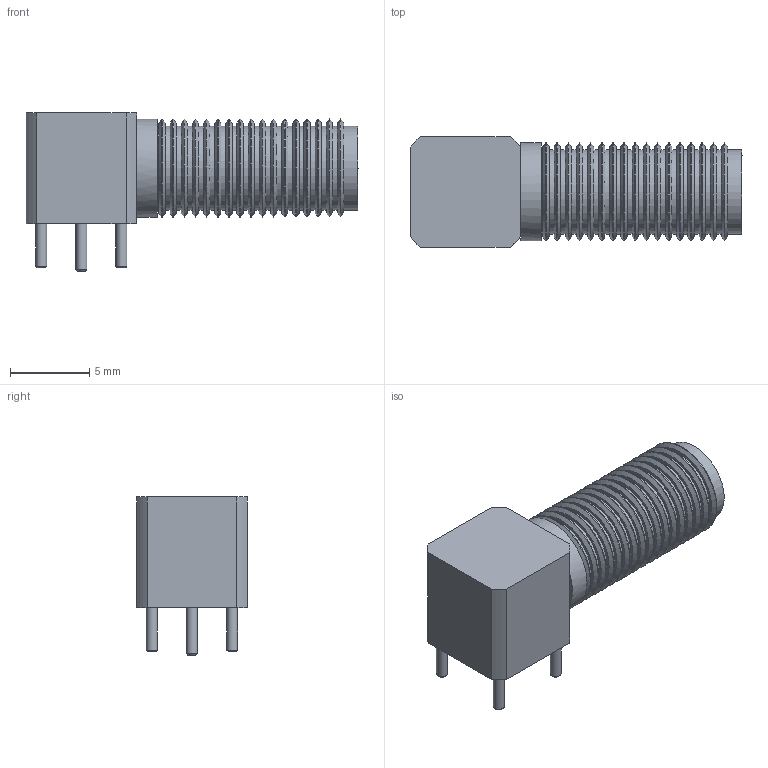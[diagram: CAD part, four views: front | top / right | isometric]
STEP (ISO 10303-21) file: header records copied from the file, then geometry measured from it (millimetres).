
FILE_DESCRIPTION(/* description */ (''),/* implementation_level */ '2;1');
FILE_NAME(/* name */ 'AMPHENOL_901-10138.stp',/* time_stamp */ '2017-05-15T14:23:38+02:00',/* author */ ('bcivel'),/* organization */ ('SolidWorks'),/* preprocessor_version */ 'ST-DEVELOPER v16.1',/* originating_system */ 'AutoCAD Mechanical',/* authorisation */ ' ');
FILE_SCHEMA (('AUTOMOTIVE_DESIGN { 1 0 10303 214 3 1 1 }'));
Length unit declared in the file: millimetre
Products named in the file (1): Product
Bounding box: 21 x 7 x 9.99 mm (x, y, z)
Volume: 666.7 mm3; surface area: 1086.3 mm2
Topology: 3 solids, 3 shells, 175 faces, 324 edges, 202 vertices
Faces by surface type: plane 70, cylinder 60, cone 44, sphere 1
Full cylindrical faces by diameter (mm): 0.7 x5, 0.95 x1, 1.2 x4, 1.27 x2, 1.3 x5, 3.6 x1, 3.646 x1, 4.654 x1, 5.33 x18, 6.19 x18
Entity records: 3849 total; most frequent: DIRECTION 730, CARTESIAN_POINT 638, ORIENTED_EDGE 432, AXIS2_PLACEMENT_3D 347, EDGE_LOOP 323, EDGE_CURVE 216, VERTEX_POINT 193, FACE_OUTER_BOUND 175
